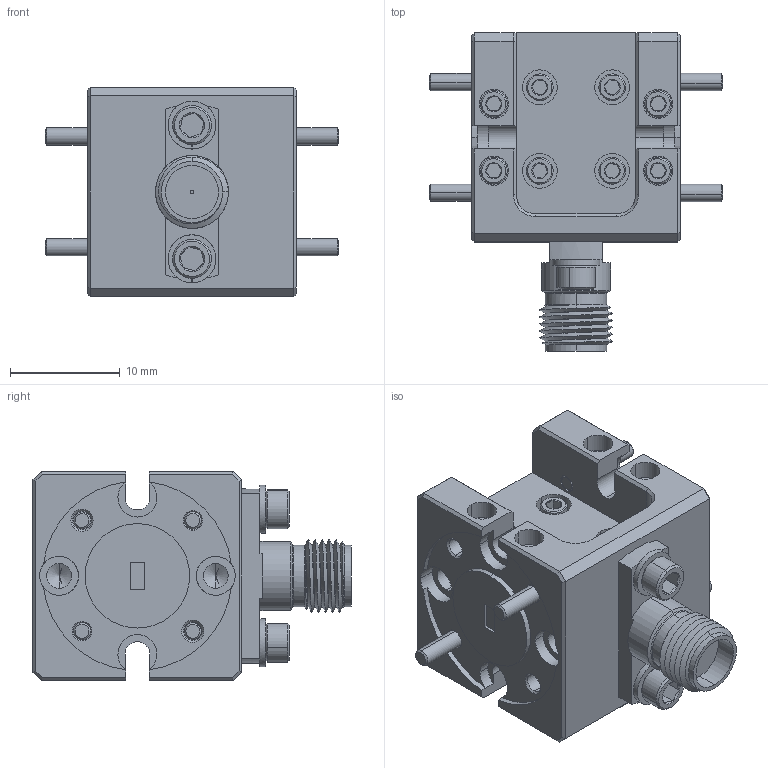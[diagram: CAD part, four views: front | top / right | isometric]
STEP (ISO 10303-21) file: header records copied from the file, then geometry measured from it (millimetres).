
FILE_DESCRIPTION (( 'STEP AP214' ), '1' );
FILE_NAME ('FP-GW2-A, Defeatured.STEP', '2025-02-12T00:46:18', ( '' ), ( '' ), 'SwSTEP 2.0', 'SolidWorks 2021', '' );
FILE_SCHEMA (( 'AUTOMOTIVE_DESIGN' ));
Length unit declared in the file: inch
Products named in the file (1): FP-GW2-A, Defeatured
Bounding box: 26.8 x 29.01 x 19.05 mm (x, y, z)
Volume: 4842.8 mm3; surface area: 3901.9 mm2
Topology: 13 solids, 14 shells, 555 faces, 1241 edges, 742 vertices
Faces by surface type: plane 225, cylinder 168, cone 158, torus 2, bspline 2
Entity records: 23538 total; most frequent: CARTESIAN_POINT 3766, DIRECTION 2734, ORIENTED_EDGE 2466, EDGE_CURVE 1233, AXIS2_PLACEMENT_3D 1053, VERTEX_POINT 742, LINE 628, VECTOR 628
